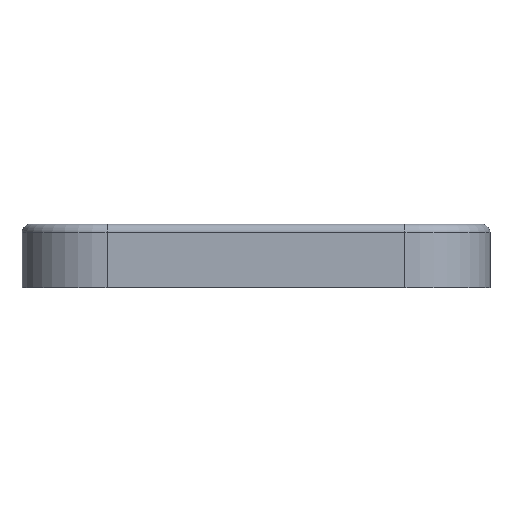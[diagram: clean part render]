
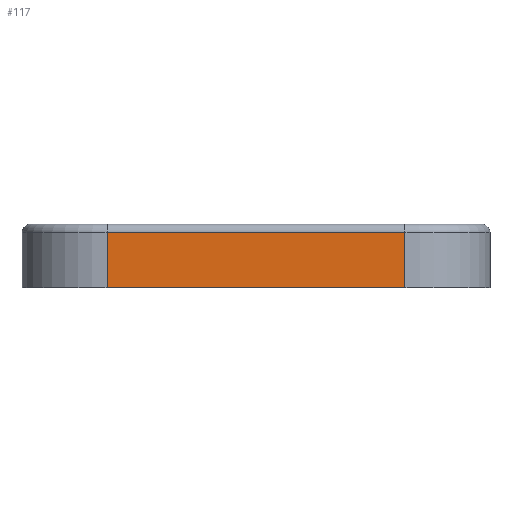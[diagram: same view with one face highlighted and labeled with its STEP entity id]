
A CAD part, front view. The second image highlights one B-rep face of the part: STEP entity #117.
In plain terms, the highlighted planar face has unit normal (0, -1, 0).
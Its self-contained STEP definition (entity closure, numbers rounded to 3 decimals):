
#117=ADVANCED_FACE('',(#869),#871,.T.);
#869=FACE_BOUND('',#870,.T.);
#870=EDGE_LOOP('',(#2132,#2133,#2134,#2135));
#871=PLANE('',#872);
#872=AXIS2_PLACEMENT_3D('',#873,#874,#875);
#873=CARTESIAN_POINT('',(-35.,-40.,0.));
#874=DIRECTION('',(0.,-1.,0.));
#875=DIRECTION('',(1.,0.,0.));
#2132=ORIENTED_EDGE('',*,*,#2502,.T.);
#2133=ORIENTED_EDGE('',*,*,#2566,.T.);
#2134=ORIENTED_EDGE('',*,*,#2567,.F.);
#2135=ORIENTED_EDGE('',*,*,#2568,.F.);
#2502=EDGE_CURVE('',#2871,#2869,#2872,.F.);
#2566=EDGE_CURVE('',#2869,#2972,#2974,.T.);
#2567=EDGE_CURVE('',#2975,#2972,#2976,.T.);
#2568=EDGE_CURVE('',#2871,#2975,#2977,.T.);
#2869=VERTEX_POINT('',#3789);
#2871=VERTEX_POINT('',#3794);
#2872=LINE('',#3795,#3796);
#2972=VERTEX_POINT('',#4298);
#2974=LINE('',#4303,#4304);
#2975=VERTEX_POINT('',#4306);
#2976=LINE('',#4307,#4308);
#2977=LINE('',#4310,#4311);
#3789=CARTESIAN_POINT('',(35.,-40.,5.));
#3794=CARTESIAN_POINT('',(-35.,-40.,5.));
#3795=CARTESIAN_POINT('',(35.,-40.,5.));
#3796=VECTOR('',#3797,1.);
#3797=DIRECTION('',(-1.,0.,0.));
#4298=CARTESIAN_POINT('',(35.,-40.,18.));
#4303=CARTESIAN_POINT('',(35.,-40.,5.));
#4304=VECTOR('',#4305,1.);
#4305=DIRECTION('',(0.,0.,1.));
#4306=CARTESIAN_POINT('',(-35.,-40.,18.));
#4307=CARTESIAN_POINT('',(-35.,-40.,18.));
#4308=VECTOR('',#4309,1.);
#4309=DIRECTION('',(1.,0.,0.));
#4310=CARTESIAN_POINT('',(-35.,-40.,5.));
#4311=VECTOR('',#4312,1.);
#4312=DIRECTION('',(0.,0.,1.));
